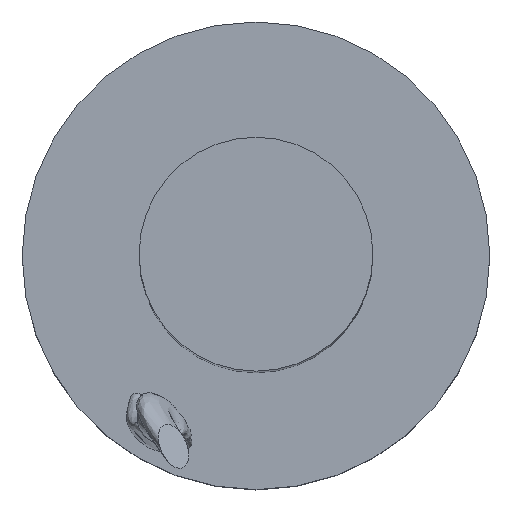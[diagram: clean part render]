
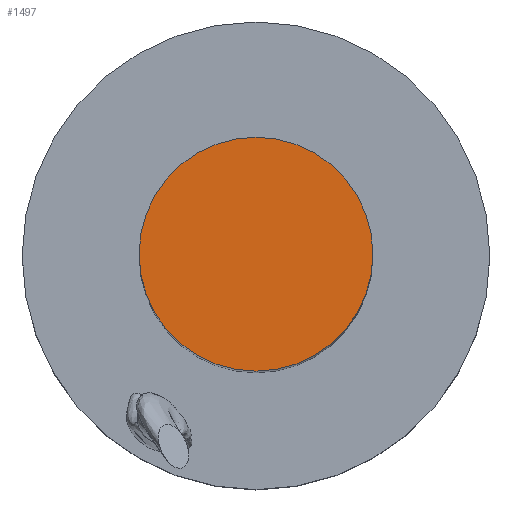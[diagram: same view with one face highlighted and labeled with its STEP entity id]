
A CAD part, top view. The second image highlights one B-rep face of the part: STEP entity #1497.
In plain terms, the highlighted planar face has unit normal (0, 0, 1).
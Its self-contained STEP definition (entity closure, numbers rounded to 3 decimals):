
#1238 = CYLINDRICAL_SURFACE('',#1239,2.5);
#1239 = AXIS2_PLACEMENT_3D('',#1240,#1241,#1242);
#1240 = CARTESIAN_POINT('',(0.,0.,4.));
#1241 = DIRECTION('',(-0.,-0.,-1.));
#1242 = DIRECTION('',(1.,0.,0.));
#1443 = VERTEX_POINT('',#1444);
#1444 = CARTESIAN_POINT('',(2.5,0.,24.));
#1465 = EDGE_CURVE('',#1443,#1443,#1466,.T.);
#1466 = SURFACE_CURVE('',#1467,(#1472,#1479),.PCURVE_S1.);
#1467 = CIRCLE('',#1468,2.5);
#1468 = AXIS2_PLACEMENT_3D('',#1469,#1470,#1471);
#1469 = CARTESIAN_POINT('',(0.,0.,24.));
#1470 = DIRECTION('',(0.,0.,1.));
#1471 = DIRECTION('',(1.,0.,0.));
#1472 = PCURVE('',#1238,#1473);
#1473 = DEFINITIONAL_REPRESENTATION('',(#1474),#1478);
#1474 = LINE('',#1475,#1476);
#1475 = CARTESIAN_POINT('',(-0.,-20.));
#1476 = VECTOR('',#1477,1.);
#1477 = DIRECTION('',(-1.,0.));
#1478 = ( GEOMETRIC_REPRESENTATION_CONTEXT(2) 
PARAMETRIC_REPRESENTATION_CONTEXT() REPRESENTATION_CONTEXT('2D SPACE',''
  ) );
#1479 = PCURVE('',#1480,#1485);
#1480 = PLANE('',#1481);
#1481 = AXIS2_PLACEMENT_3D('',#1482,#1483,#1484);
#1482 = CARTESIAN_POINT('',(0.,0.,24.)
  );
#1483 = DIRECTION('',(0.,0.,1.));
#1484 = DIRECTION('',(1.,0.,-0.));
#1485 = DEFINITIONAL_REPRESENTATION('',(#1486),#1490);
#1486 = CIRCLE('',#1487,2.5);
#1487 = AXIS2_PLACEMENT_2D('',#1488,#1489);
#1488 = CARTESIAN_POINT('',(0.,0.));
#1489 = DIRECTION('',(1.,0.));
#1490 = ( GEOMETRIC_REPRESENTATION_CONTEXT(2) 
PARAMETRIC_REPRESENTATION_CONTEXT() REPRESENTATION_CONTEXT('2D SPACE',''
  ) );
#1497 = ADVANCED_FACE('',(#1498),#1480,.T.);
#1498 = FACE_BOUND('',#1499,.T.);
#1499 = EDGE_LOOP('',(#1500));
#1500 = ORIENTED_EDGE('',*,*,#1465,.T.);
